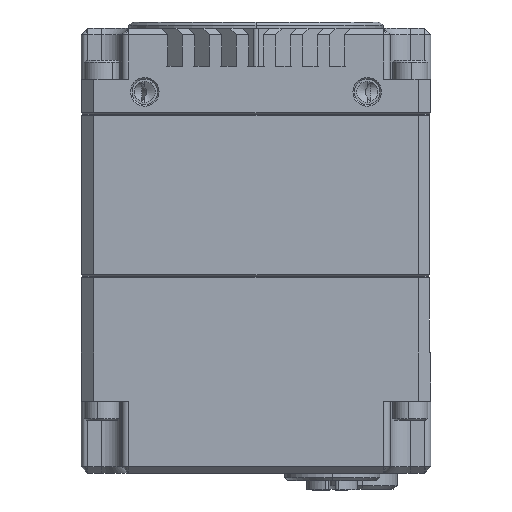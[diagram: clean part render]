
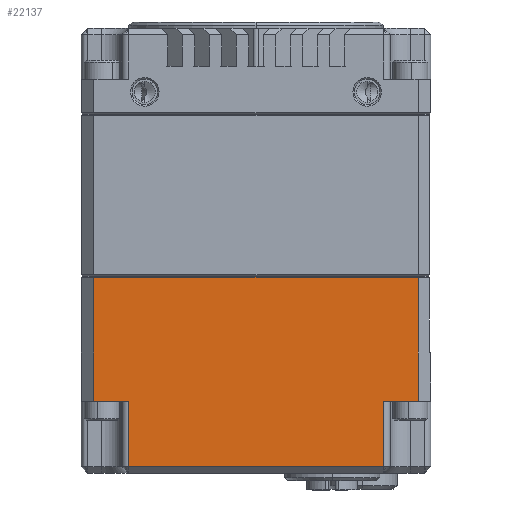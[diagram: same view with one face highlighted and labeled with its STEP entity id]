
A CAD part, left-side view. The second image highlights one B-rep face of the part: STEP entity #22137.
In plain terms, the highlighted planar face has unit normal (-1, 0, 0).
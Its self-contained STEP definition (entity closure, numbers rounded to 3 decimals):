
#675 = EDGE_CURVE ( 'NONE', #29495, #11922, #29151, .T. ) ;
#795 = VERTEX_POINT ( 'NONE', #34840 ) ;
#936 = EDGE_CURVE ( 'NONE', #34386, #10449, #9727, .T. ) ;
#1654 = CARTESIAN_POINT ( 'NONE',  ( -27.5, -27.5, 30.8 ) ) ;
#1779 = VECTOR ( 'NONE', #30517, 1000. ) ;
#2060 = VERTEX_POINT ( 'NONE', #8610 ) ;
#2766 = VECTOR ( 'NONE', #12924, 1000. ) ;
#3474 = ORIENTED_EDGE ( 'NONE', *, *, #30309, .T. ) ;
#4481 = CARTESIAN_POINT ( 'NONE',  ( -27.5, -25.5, 11.3 ) ) ;
#5301 = VECTOR ( 'NONE', #40291, 1000. ) ;
#6557 = ORIENTED_EDGE ( 'NONE', *, *, #675, .T. ) ;
#8610 = CARTESIAN_POINT ( 'NONE',  ( -27.5, 20.1, 11.3 ) ) ;
#9727 = LINE ( 'NONE', #39311, #27436 ) ;
#10449 = VERTEX_POINT ( 'NONE', #16345 ) ;
#11179 = EDGE_CURVE ( 'NONE', #2060, #10449, #25632, .T. ) ;
#11922 = VERTEX_POINT ( 'NONE', #29517 ) ;
#12924 = DIRECTION ( 'NONE',  ( 0., -1., 0. ) ) ;
#13189 = ORIENTED_EDGE ( 'NONE', *, *, #19330, .T. ) ;
#14350 = CARTESIAN_POINT ( 'NONE',  ( -27.5, -27.5, 11.3 ) ) ;
#15248 = LINE ( 'NONE', #27887, #39066 ) ;
#15314 = EDGE_CURVE ( 'NONE', #2060, #795, #22896, .T. ) ;
#15378 = CARTESIAN_POINT ( 'NONE',  ( -27.5, 25.5, 30.8 ) ) ;
#15433 = CARTESIAN_POINT ( 'NONE',  ( -27.5, 20.1, 31. ) ) ;
#15502 = CARTESIAN_POINT ( 'NONE',  ( -27.5, -20.1, 31. ) ) ;
#16120 = CARTESIAN_POINT ( 'NONE',  ( -27.5, 27.5, 11.3 ) ) ;
#16345 = CARTESIAN_POINT ( 'NONE',  ( -27.5, 25.5, 11.3 ) ) ;
#16438 = CARTESIAN_POINT ( 'NONE',  ( -27.5, -27.5, 31. ) ) ;
#16842 = ORIENTED_EDGE ( 'NONE', *, *, #30526, .F. ) ;
#18769 = AXIS2_PLACEMENT_3D ( 'NONE', #16438, #34383, #30533 ) ;
#19330 = EDGE_CURVE ( 'NONE', #37217, #44420, #15248, .T. ) ;
#20550 = LINE ( 'NONE', #1654, #23866 ) ;
#21174 = DIRECTION ( 'NONE',  ( 0., 1., 0. ) ) ;
#21783 = VECTOR ( 'NONE', #22253, 1000. ) ;
#22137 = ADVANCED_FACE ( 'NONE', ( #25397 ), #41074, .F. ) ;
#22253 = DIRECTION ( 'NONE',  ( 0., 0., -1. ) ) ;
#22606 = EDGE_LOOP ( 'NONE', ( #13189, #3474, #29589, #36000, #36555, #44765, #6557, #16842 ) ) ;
#22896 = LINE ( 'NONE', #15433, #21783 ) ;
#23856 = LINE ( 'NONE', #43986, #2766 ) ;
#23866 = VECTOR ( 'NONE', #43882, 1000. ) ;
#25397 = FACE_OUTER_BOUND ( 'NONE', #22606, .T. ) ;
#25632 = LINE ( 'NONE', #16120, #1779 ) ;
#27157 = LINE ( 'NONE', #14350, #34917 ) ;
#27436 = VECTOR ( 'NONE', #38865, 1000. ) ;
#27472 = CARTESIAN_POINT ( 'NONE',  ( -27.5, -20.1, 1. ) ) ;
#27887 = CARTESIAN_POINT ( 'NONE',  ( -27.5, -25.5, 31. ) ) ;
#28002 = CARTESIAN_POINT ( 'NONE',  ( -27.5, -25.5, 30.8 ) ) ;
#29151 = LINE ( 'NONE', #15502, #5301 ) ;
#29495 = VERTEX_POINT ( 'NONE', #27472 ) ;
#29517 = CARTESIAN_POINT ( 'NONE',  ( -27.5, -20.1, 11.3 ) ) ;
#29589 = ORIENTED_EDGE ( 'NONE', *, *, #936, .T. ) ;
#29834 = DIRECTION ( 'NONE',  ( 0., 0., 1. ) ) ;
#30309 = EDGE_CURVE ( 'NONE', #44420, #34386, #20550, .T. ) ;
#30517 = DIRECTION ( 'NONE',  ( 0., 1., 0. ) ) ;
#30526 = EDGE_CURVE ( 'NONE', #37217, #11922, #27157, .T. ) ;
#30533 = DIRECTION ( 'NONE',  ( 0., 0., -1. ) ) ;
#34383 = DIRECTION ( 'NONE',  ( 1., 0., 0. ) ) ;
#34386 = VERTEX_POINT ( 'NONE', #15378 ) ;
#34840 = CARTESIAN_POINT ( 'NONE',  ( -27.5, 20.1, 1. ) ) ;
#34917 = VECTOR ( 'NONE', #21174, 1000. ) ;
#36000 = ORIENTED_EDGE ( 'NONE', *, *, #11179, .F. ) ;
#36555 = ORIENTED_EDGE ( 'NONE', *, *, #15314, .T. ) ;
#37217 = VERTEX_POINT ( 'NONE', #4481 ) ;
#38865 = DIRECTION ( 'NONE',  ( 0., 0., -1. ) ) ;
#39066 = VECTOR ( 'NONE', #29834, 1000. ) ;
#39311 = CARTESIAN_POINT ( 'NONE',  ( -27.5, 25.5, 31. ) ) ;
#40291 = DIRECTION ( 'NONE',  ( 0., 0., 1. ) ) ;
#41074 = PLANE ( 'NONE',  #18769 ) ;
#41358 = EDGE_CURVE ( 'NONE', #795, #29495, #23856, .T. ) ;
#43882 = DIRECTION ( 'NONE',  ( 0., 1., 0. ) ) ;
#43986 = CARTESIAN_POINT ( 'NONE',  ( -27.5, -20.1, 1. ) ) ;
#44420 = VERTEX_POINT ( 'NONE', #28002 ) ;
#44765 = ORIENTED_EDGE ( 'NONE', *, *, #41358, .T. ) ;
